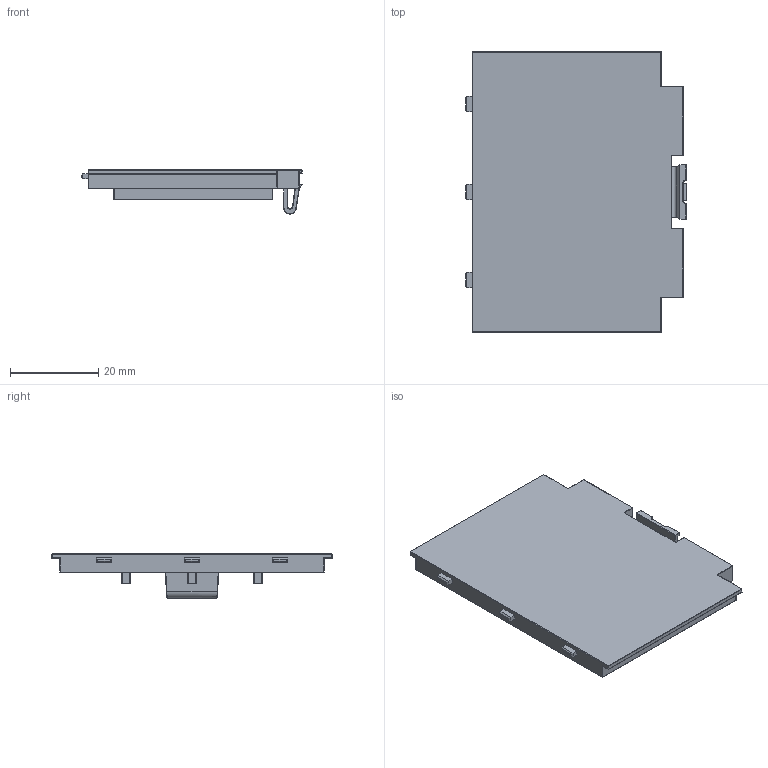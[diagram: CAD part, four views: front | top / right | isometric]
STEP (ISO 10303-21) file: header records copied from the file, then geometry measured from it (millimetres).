
FILE_DESCRIPTION(/* description */ (''),/* implementation_level */ '2;1');
FILE_NAME(/* name */ 'BACA_3.stp',/* time_stamp */ '2019-05-31T12:28:13+02:00',/* author */ ('Varga Daniel'),/* organization */ (''),/* preprocessor_version */ 'ST-DEVELOPER v18',/* originating_system */ 'Autodesk Inventor 2020',/* authorisation */ '');
FILE_SCHEMA (('AUTOMOTIVE_DESIGN { 1 0 10303 214 3 1 1 }'));
Length unit declared in the file: millimetre
Products named in the file (1): BAcA_3
Bounding box: 50.2 x 63.8 x 10 mm (x, y, z)
Volume: 7564 mm3; surface area: 8755.7 mm2
Topology: 1 solids, 1 shells, 328 faces, 710 edges, 391 vertices
Faces by surface type: cylinder 149, plane 89, sphere 49, torus 35, bspline 6
Entity records: 8940 total; most frequent: DIRECTION 1691, CARTESIAN_POINT 1614, ORIENTED_EDGE 1420, EDGE_CURVE 710, AXIS2_PLACEMENT_3D 658, VERTEX_POINT 391, LINE 375, VECTOR 375
